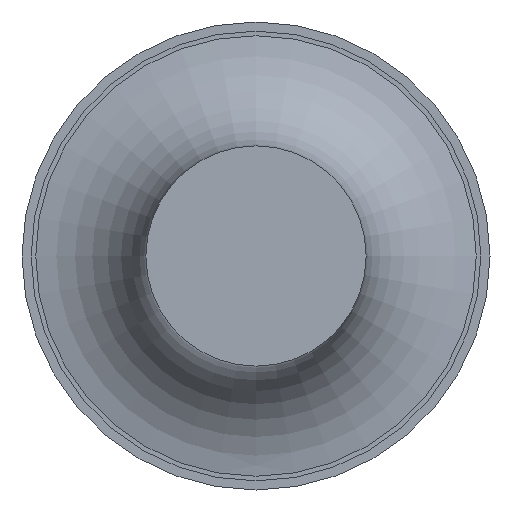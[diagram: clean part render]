
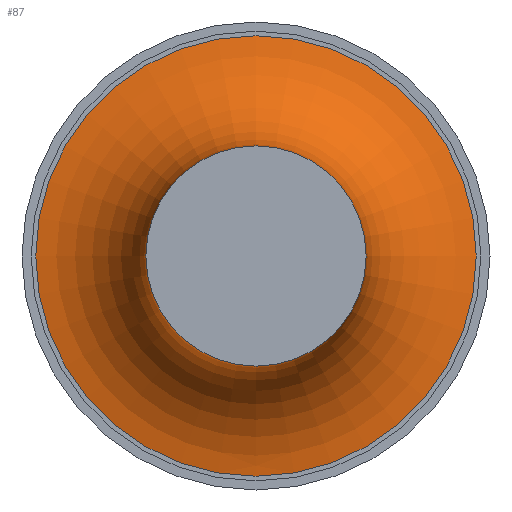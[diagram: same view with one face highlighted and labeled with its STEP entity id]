
A CAD part, front view. The second image highlights one B-rep face of the part: STEP entity #87.
In plain terms, the highlighted toroidal (fillet/blend) face has major radius 12.75 mm and minor radius 6.75 mm.
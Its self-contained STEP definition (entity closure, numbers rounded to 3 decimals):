
#87 = ADVANCED_FACE( '', ( #126, #127 ), #128, .F. );
#126 = FACE_OUTER_BOUND( '', #169, .T. );
#127 = FACE_OUTER_BOUND( '', #170, .T. );
#128 = TOROIDAL_SURFACE( '', #171, 12.75, 6.75 );
#169 = EDGE_LOOP( '', ( #236 ) );
#170 = EDGE_LOOP( '', ( #237 ) );
#171 = AXIS2_PLACEMENT_3D( '', #238, #239, #240 );
#236 = ORIENTED_EDGE( '', *, *, #262, .F. );
#237 = ORIENTED_EDGE( '', *, *, #261, .T. );
#238 = CARTESIAN_POINT( '', ( 0., 2.992, 0. ) );
#239 = DIRECTION( '', ( 0., -1., 0. ) );
#240 = DIRECTION( '', ( 0., 0., -1. ) );
#261 = EDGE_CURVE( '', #286, #286, #287, .T. );
#262 = EDGE_CURVE( '', #288, #288, #289, .T. );
#286 = VERTEX_POINT( '', #314 );
#287 = CIRCLE( '', #315, 12. );
#288 = VERTEX_POINT( '', #316 );
#289 = CIRCLE( '', #317, 6. );
#314 = CARTESIAN_POINT( '', ( 0., 9.7, -12. ) );
#315 = AXIS2_PLACEMENT_3D( '', #353, #354, #355 );
#316 = CARTESIAN_POINT( '', ( 0., 2.992, -6. ) );
#317 = AXIS2_PLACEMENT_3D( '', #356, #357, #358 );
#353 = CARTESIAN_POINT( '', ( 0., 9.7, 0. ) );
#354 = DIRECTION( '', ( 0., -1., 0. ) );
#355 = DIRECTION( '', ( 0., 0., -1. ) );
#356 = CARTESIAN_POINT( '', ( 0., 2.992, 0. ) );
#357 = DIRECTION( '', ( 0., -1., 0. ) );
#358 = DIRECTION( '', ( 0., 0., -1. ) );
